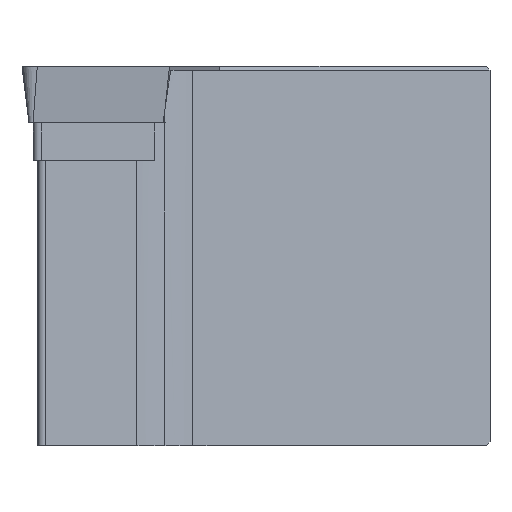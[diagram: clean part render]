
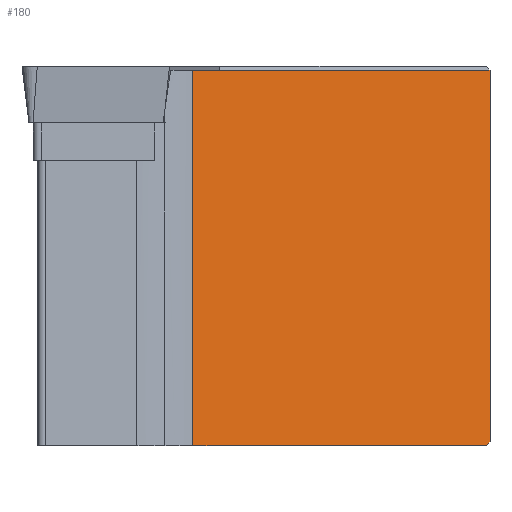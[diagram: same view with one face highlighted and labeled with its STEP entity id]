
A CAD part, left-side view. The second image highlights one B-rep face of the part: STEP entity #180.
In plain terms, the highlighted planar face has unit normal (-0.793, -0.609, 0).
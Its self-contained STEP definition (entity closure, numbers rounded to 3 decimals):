
#180=ADVANCED_FACE('',(#265),#219,.F.);
#219=PLANE('',#983);
#265=FACE_OUTER_BOUND('',#313,.T.);
#313=EDGE_LOOP('',(#507,#508,#509,#510,#511));
#507=ORIENTED_EDGE('',*,*,#716,.F.);
#508=ORIENTED_EDGE('',*,*,#659,.F.);
#509=ORIENTED_EDGE('',*,*,#679,.T.);
#510=ORIENTED_EDGE('',*,*,#692,.F.);
#511=ORIENTED_EDGE('',*,*,#683,.F.);
#579=VERTEX_POINT('',#1298);
#580=VERTEX_POINT('',#1300);
#593=VERTEX_POINT('',#1336);
#595=VERTEX_POINT('',#1341);
#597=VERTEX_POINT('',#1345);
#659=EDGE_CURVE('',#579,#580,#767,.T.);
#679=EDGE_CURVE('',#579,#593,#776,.T.);
#683=EDGE_CURVE('',#597,#595,#780,.T.);
#692=EDGE_CURVE('',#595,#593,#786,.T.);
#716=EDGE_CURVE('',#580,#597,#807,.T.);
#767=LINE('',#1299,#853);
#776=LINE('',#1337,#862);
#780=LINE('',#1346,#866);
#786=LINE('',#1363,#872);
#807=LINE('',#1418,#893);
#853=VECTOR('',#1053,1.);
#862=VECTOR('',#1092,1.);
#866=VECTOR('',#1098,1.);
#872=VECTOR('',#1112,1.);
#893=VECTOR('',#1151,1.);
#983=AXIS2_PLACEMENT_3D('',#1446,#1195,#1196);
#1053=DIRECTION('',(0.609,-0.793,0.));
#1092=DIRECTION('',(0.,0.,-1.));
#1098=DIRECTION('',(-0.477,0.622,-0.622));
#1112=DIRECTION('',(-0.609,0.793,0.));
#1151=DIRECTION('',(0.,0.,-1.));
#1195=DIRECTION('',(0.793,0.609,0.));
#1196=DIRECTION('',(0.609,-0.793,0.));
#1298=CARTESIAN_POINT('',(10.252,25.071,-0.3));
#1299=CARTESIAN_POINT('',(10.252,25.071,-0.3));
#1300=CARTESIAN_POINT('',(29.49,0.,-0.3));
#1336=CARTESIAN_POINT('',(10.252,25.071,-32.));
#1337=CARTESIAN_POINT('',(10.252,25.071,-40.));
#1341=CARTESIAN_POINT('',(29.259,0.3,-32.));
#1345=CARTESIAN_POINT('',(29.49,0.,-31.7));
#1346=CARTESIAN_POINT('',(15.223,18.593,-50.293));
#1363=CARTESIAN_POINT('',(10.252,25.071,-32.));
#1418=CARTESIAN_POINT('',(29.49,0.,-40.));
#1446=CARTESIAN_POINT('',(10.252,25.071,-40.));
